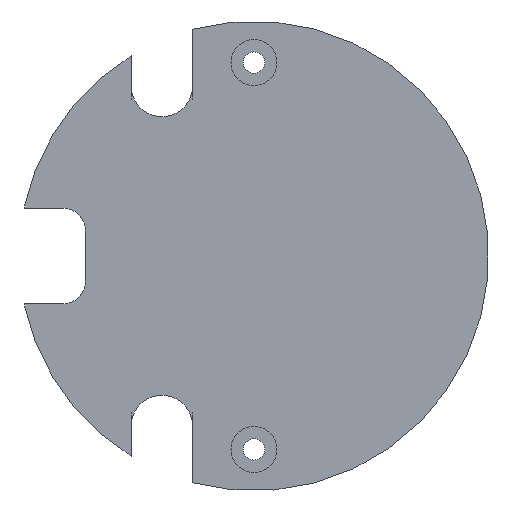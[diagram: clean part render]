
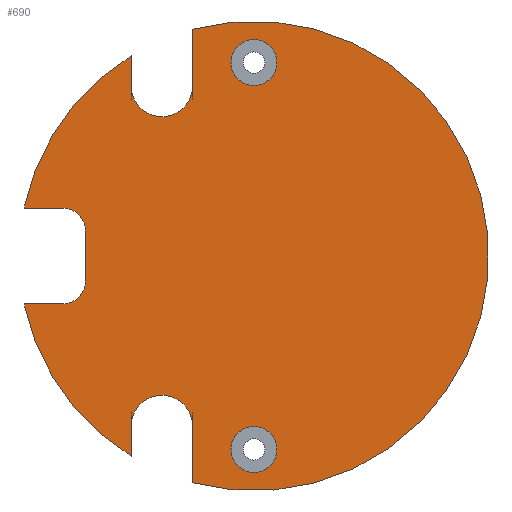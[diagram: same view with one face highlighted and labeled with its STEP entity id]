
A CAD part, left-side view. The second image highlights one B-rep face of the part: STEP entity #690.
In plain terms, the highlighted planar face has unit normal (-1, 0, 0).
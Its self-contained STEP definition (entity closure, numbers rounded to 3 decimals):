
#21=FACE_BOUND('',#132,.T.);
#22=FACE_BOUND('',#133,.T.);
#49=PLANE('',#774);
#87=FACE_OUTER_BOUND('',#131,.T.);
#131=EDGE_LOOP('',(#622,#623,#624,#625,#626,#627,#628,#629,#630,#631,#632,
#633,#634,#635));
#132=EDGE_LOOP('',(#636));
#133=EDGE_LOOP('',(#637));
#140=LINE('',#1002,#200);
#141=LINE('',#1014,#201);
#144=LINE('',#1024,#204);
#149=LINE('',#1034,#209);
#186=LINE('',#1167,#246);
#189=LINE('',#1175,#249);
#192=LINE('',#1183,#252);
#200=VECTOR('',#797,10.);
#201=VECTOR('',#800,10.);
#204=VECTOR('',#805,10.);
#209=VECTOR('',#812,10.);
#246=VECTOR('',#951,10.);
#249=VECTOR('',#960,10.);
#252=VECTOR('',#969,10.);
#266=CIRCLE('',#732,2.);
#267=CIRCLE('',#734,2.);
#275=CIRCLE('',#750,1.5);
#278=CIRCLE('',#755,1.5);
#281=CIRCLE('',#762,15.3);
#282=CIRCLE('',#764,15.3);
#283=CIRCLE('',#767,1.5);
#284=CIRCLE('',#770,1.5);
#285=CIRCLE('',#773,15.3);
#295=VERTEX_POINT('',#999);
#296=VERTEX_POINT('',#1001);
#297=VERTEX_POINT('',#1007);
#298=VERTEX_POINT('',#1013);
#300=VERTEX_POINT('',#1019);
#301=VERTEX_POINT('',#1023);
#304=VERTEX_POINT('',#1031);
#305=VERTEX_POINT('',#1033);
#338=VERTEX_POINT('',#1138);
#341=VERTEX_POINT('',#1147);
#344=VERTEX_POINT('',#1162);
#345=VERTEX_POINT('',#1166);
#346=VERTEX_POINT('',#1170);
#347=VERTEX_POINT('',#1174);
#348=VERTEX_POINT('',#1178);
#349=VERTEX_POINT('',#1182);
#360=EDGE_CURVE('',#295,#296,#140,.T.);
#363=EDGE_CURVE('',#297,#298,#141,.T.);
#367=EDGE_CURVE('',#301,#300,#144,.T.);
#372=EDGE_CURVE('',#305,#304,#149,.T.);
#400=EDGE_CURVE('',#300,#296,#266,.T.);
#401=EDGE_CURVE('',#297,#305,#267,.T.);
#422=EDGE_CURVE('',#338,#338,#275,.T.);
#426=EDGE_CURVE('',#341,#341,#278,.T.);
#432=EDGE_CURVE('',#301,#304,#281,.T.);
#433=EDGE_CURVE('',#344,#295,#282,.T.);
#435=EDGE_CURVE('',#344,#345,#186,.T.);
#437=EDGE_CURVE('',#345,#346,#283,.T.);
#439=EDGE_CURVE('',#346,#347,#189,.T.);
#441=EDGE_CURVE('',#347,#348,#284,.T.);
#443=EDGE_CURVE('',#348,#349,#192,.T.);
#445=EDGE_CURVE('',#298,#349,#285,.T.);
#622=ORIENTED_EDGE('',*,*,#445,.F.);
#623=ORIENTED_EDGE('',*,*,#363,.F.);
#624=ORIENTED_EDGE('',*,*,#401,.T.);
#625=ORIENTED_EDGE('',*,*,#372,.T.);
#626=ORIENTED_EDGE('',*,*,#432,.F.);
#627=ORIENTED_EDGE('',*,*,#367,.T.);
#628=ORIENTED_EDGE('',*,*,#400,.T.);
#629=ORIENTED_EDGE('',*,*,#360,.F.);
#630=ORIENTED_EDGE('',*,*,#433,.F.);
#631=ORIENTED_EDGE('',*,*,#435,.T.);
#632=ORIENTED_EDGE('',*,*,#437,.T.);
#633=ORIENTED_EDGE('',*,*,#439,.T.);
#634=ORIENTED_EDGE('',*,*,#441,.T.);
#635=ORIENTED_EDGE('',*,*,#443,.T.);
#636=ORIENTED_EDGE('',*,*,#422,.T.);
#637=ORIENTED_EDGE('',*,*,#426,.T.);
#690=ADVANCED_FACE('',(#87,#21,#22),#49,.F.);
#732=AXIS2_PLACEMENT_3D('',#1095,#865,#866);
#734=AXIS2_PLACEMENT_3D('',#1097,#869,#870);
#750=AXIS2_PLACEMENT_3D('',#1139,#914,#915);
#755=AXIS2_PLACEMENT_3D('',#1148,#925,#926);
#762=AXIS2_PLACEMENT_3D('',#1160,#942,#943);
#764=AXIS2_PLACEMENT_3D('',#1163,#946,#947);
#767=AXIS2_PLACEMENT_3D('',#1171,#955,#956);
#770=AXIS2_PLACEMENT_3D('',#1179,#964,#965);
#773=AXIS2_PLACEMENT_3D('',#1186,#973,#974);
#774=AXIS2_PLACEMENT_3D('',#1187,#975,#976);
#797=DIRECTION('',(0.,0.,-1.));
#800=DIRECTION('',(0.,0.,-1.));
#805=DIRECTION('',(0.,0.,-1.));
#812=DIRECTION('',(0.,0.,-1.));
#865=DIRECTION('center_axis',(1.,0.,0.));
#866=DIRECTION('ref_axis',(0.,1.,0.));
#869=DIRECTION('center_axis',(1.,0.,0.));
#870=DIRECTION('ref_axis',(0.,1.,0.));
#914=DIRECTION('center_axis',(1.,0.,0.));
#915=DIRECTION('ref_axis',(0.,1.,0.));
#925=DIRECTION('center_axis',(1.,0.,0.));
#926=DIRECTION('ref_axis',(0.,1.,0.));
#942=DIRECTION('center_axis',(1.,0.,0.));
#943=DIRECTION('ref_axis',(0.,1.,0.));
#946=DIRECTION('center_axis',(1.,0.,0.));
#947=DIRECTION('ref_axis',(0.,1.,0.));
#951=DIRECTION('',(0.,-1.,0.));
#955=DIRECTION('center_axis',(1.,0.,0.));
#956=DIRECTION('ref_axis',(0.,0.,1.));
#960=DIRECTION('',(0.,0.,-1.));
#964=DIRECTION('center_axis',(1.,0.,0.));
#965=DIRECTION('ref_axis',(0.,-1.,0.));
#969=DIRECTION('',(0.,1.,0.));
#973=DIRECTION('center_axis',(1.,0.,0.));
#974=DIRECTION('ref_axis',(0.,1.,0.));
#975=DIRECTION('center_axis',(1.,0.,0.));
#976=DIRECTION('ref_axis',(0.,1.,0.));
#999=CARTESIAN_POINT('',(0.,8.,13.042));
#1001=CARTESIAN_POINT('',(0.,8.,11.074));
#1002=CARTESIAN_POINT('',(0.,8.,13.042));
#1007=CARTESIAN_POINT('',(0.,8.,-11.074));
#1013=CARTESIAN_POINT('',(0.,8.,-13.042));
#1014=CARTESIAN_POINT('',(0.,8.,13.042));
#1019=CARTESIAN_POINT('',(0.,4.,11.074));
#1023=CARTESIAN_POINT('',(0.,4.,14.768));
#1024=CARTESIAN_POINT('',(0.,4.,14.768));
#1031=CARTESIAN_POINT('',(0.,4.,-14.768));
#1033=CARTESIAN_POINT('',(0.,4.,-11.074));
#1034=CARTESIAN_POINT('',(0.,4.,14.768));
#1095=CARTESIAN_POINT('Origin',(0.,6.,11.074));
#1097=CARTESIAN_POINT('Origin',(0.,6.,-11.074));
#1138=CARTESIAN_POINT('',(0.,-1.5,12.6));
#1139=CARTESIAN_POINT('Origin',(0.,0.,12.6));
#1147=CARTESIAN_POINT('',(0.,-1.5,-12.6));
#1148=CARTESIAN_POINT('Origin',(0.,0.,-12.6));
#1160=CARTESIAN_POINT('Origin',(0.,0.,0.));
#1162=CARTESIAN_POINT('',(0.,14.977,3.125));
#1163=CARTESIAN_POINT('Origin',(0.,0.,0.));
#1166=CARTESIAN_POINT('',(0.,12.477,3.125));
#1167=CARTESIAN_POINT('',(0.,14.977,3.125));
#1170=CARTESIAN_POINT('',(0.,10.977,1.625));
#1171=CARTESIAN_POINT('Origin',(0.,12.477,1.625));
#1174=CARTESIAN_POINT('',(0.,10.977,-1.625));
#1175=CARTESIAN_POINT('',(0.,10.977,1.625));
#1178=CARTESIAN_POINT('',(0.,12.477,-3.125));
#1179=CARTESIAN_POINT('Origin',(0.,12.477,-1.625));
#1182=CARTESIAN_POINT('',(0.,14.977,-3.125));
#1183=CARTESIAN_POINT('',(0.,12.477,-3.125));
#1186=CARTESIAN_POINT('Origin',(0.,0.,0.));
#1187=CARTESIAN_POINT('Origin',(0.,-0.161,0.));
